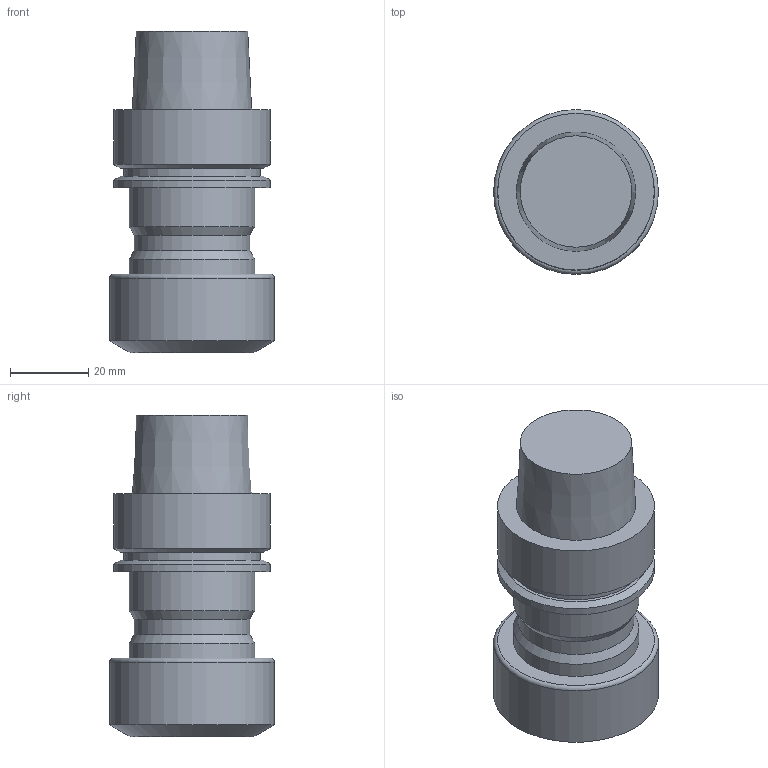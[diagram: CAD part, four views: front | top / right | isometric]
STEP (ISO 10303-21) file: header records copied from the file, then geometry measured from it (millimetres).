
FILE_DESCRIPTION(/* description */ (''),/* implementation_level */ '2;1');
FILE_NAME(/* name */ '1493021237273.stp',/* time_stamp */ '2017-04-24T10:07:22+02:00',/* author */ (''),/* organization */ ('SMS'),/* preprocessor_version */ 'ST-DEVELOPER v15',/* originating_system */ 'SIEMENS PLM Software NX 8.5',/* authorisation */ '');
FILE_SCHEMA (('AUTOMOTIVE_DESIGN { 1 0 10303 214 3 1 1 1 }'));
Length unit declared in the file: millimetre
Products named in the file (1): 392.41014-4025062-636200719582355165-1
Bounding box: 42 x 42 x 81.85 mm (x, y, z)
Volume: 81378.5 mm3; surface area: 12821.9 mm2
Topology: 1 solids, 1 shells, 21 faces, 36 edges, 25 vertices
Faces by surface type: plane 7, cylinder 7, cone 6, torus 1
Full cylindrical faces by diameter (mm): 29.5 x1, 32 x2, 34.75 x1, 39.95 x2, 42 x1
Entity records: 492 total; most frequent: DIRECTION 92, CARTESIAN_POINT 69, AXIS2_PLACEMENT_3D 46, EDGE_LOOP 40, ORIENTED_EDGE 40, FACE_BOUND 38, ADVANCED_FACE 21, VERTEX_POINT 20
